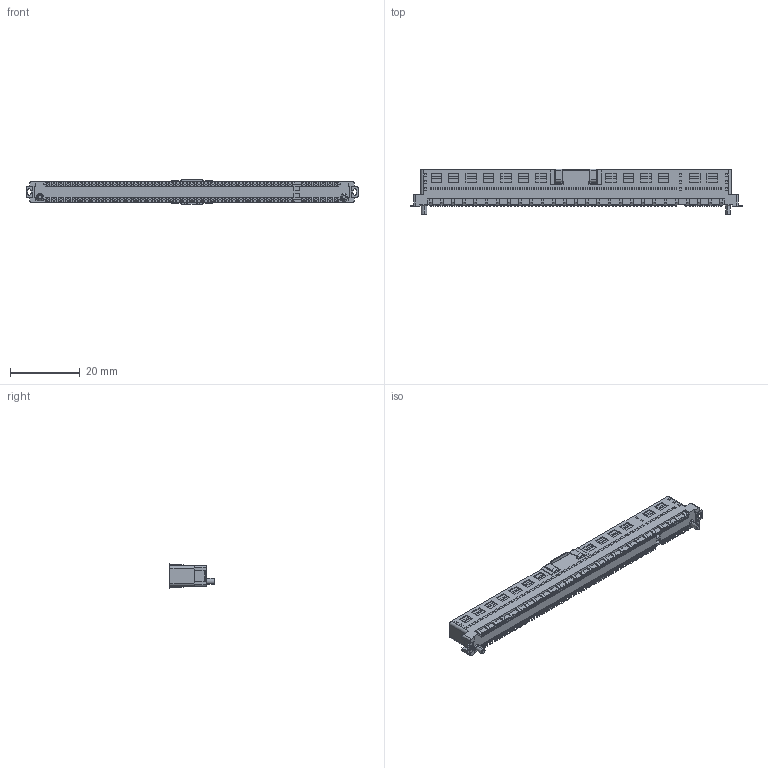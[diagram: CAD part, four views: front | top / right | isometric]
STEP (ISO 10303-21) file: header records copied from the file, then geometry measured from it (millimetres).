
FILE_DESCRIPTION((''),'2;1');
FILE_NAME('S-52705-164XX-XXX_REV-','2021-12-30T10:14:59',('user'),(''),'CREO PARAMETRIC BY PTC INC, 2017110','CREO PARAMETRIC BY PTC INC, 2017110','');
FILE_SCHEMA(('AUTOMOTIVE_DESIGN { 1 0 10303 214 1 1 1 1 }'));
Products named in the file (1): S-52705-164XX-XXX_REV-
Bounding box: 95.04 x 13.15 x 7 mm (x, y, z)
Volume: 3955.1 mm3; surface area: 5344.9 mm2
Topology: 1 solids, 5 shells, 8390 faces, 23296 edges, 15943 vertices
Faces by surface type: plane 7201, cylinder 746, cone 437, bspline 4, extrusion 2
Entity records: 337906 total; most frequent: CARTESIAN_POINT 54316, ORIENTED_EDGE 45264, DIRECTION 40023, EDGE_CURVE 22632, VECTOR 19135, LINE 19133, VERTEX_POINT 14615, AXIS2_PLACEMENT_3D 10444
